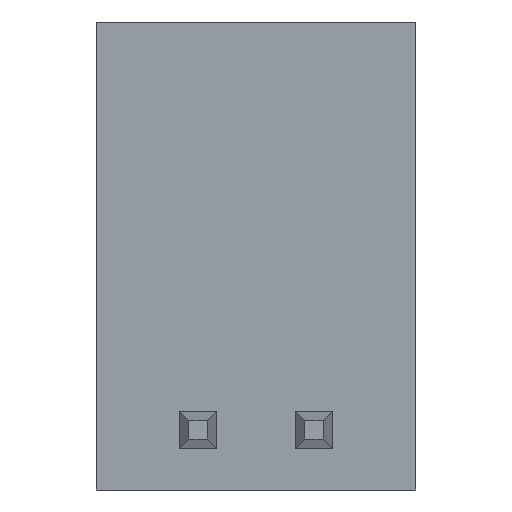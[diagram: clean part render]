
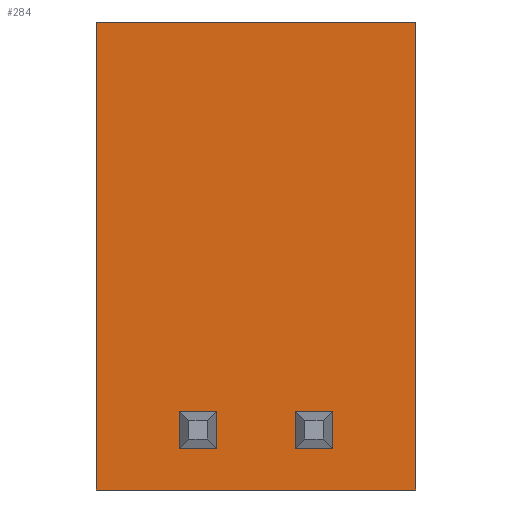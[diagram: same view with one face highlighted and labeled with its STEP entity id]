
A CAD part, front view. The second image highlights one B-rep face of the part: STEP entity #284.
In plain terms, the highlighted planar face has unit normal (0, -1, 0).
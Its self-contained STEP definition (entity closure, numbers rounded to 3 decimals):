
#196=AXIS2_PLACEMENT_3D('Plane Axis2P3D',#193,#194,#195) ;
#40=CARTESIAN_POINT('Vertex',(1.8,3.2,1.7)) ;
#45=CARTESIAN_POINT('Line Origine',(1.8,3.2,1.3)) ;
#49=CARTESIAN_POINT('Vertex',(1.8,3.2,0.9)) ;
#177=CARTESIAN_POINT('Vertex',(2.6,3.2,1.7)) ;
#180=CARTESIAN_POINT('Line Origine',(2.2,3.2,1.7)) ;
#193=CARTESIAN_POINT('Axis2P3D Location',(0.95,3.2,3.5)) ;
#198=CARTESIAN_POINT('Line Origine',(0.,3.2,5.05)) ;
#202=CARTESIAN_POINT('Vertex',(0.,3.2,0.)) ;
#204=CARTESIAN_POINT('Vertex',(0.,3.2,10.1)) ;
#207=CARTESIAN_POINT('Line Origine',(3.45,3.2,0.)) ;
#211=CARTESIAN_POINT('Vertex',(6.9,3.2,0.)) ;
#214=CARTESIAN_POINT('Line Origine',(6.9,3.2,5.05)) ;
#218=CARTESIAN_POINT('Vertex',(6.9,3.2,10.1)) ;
#221=CARTESIAN_POINT('Line Origine',(3.45,3.2,10.1)) ;
#232=CARTESIAN_POINT('Line Origine',(2.6,3.2,1.3)) ;
#236=CARTESIAN_POINT('Vertex',(2.6,3.2,0.9)) ;
#239=CARTESIAN_POINT('Line Origine',(2.2,3.2,0.9)) ;
#250=CARTESIAN_POINT('Line Origine',(4.7,3.2,1.7)) ;
#254=CARTESIAN_POINT('Vertex',(4.3,3.2,1.7)) ;
#256=CARTESIAN_POINT('Vertex',(5.1,3.2,1.7)) ;
#259=CARTESIAN_POINT('Line Origine',(5.1,3.2,1.3)) ;
#263=CARTESIAN_POINT('Vertex',(5.1,3.2,0.9)) ;
#266=CARTESIAN_POINT('Line Origine',(4.7,3.2,0.9)) ;
#270=CARTESIAN_POINT('Vertex',(4.3,3.2,0.9)) ;
#273=CARTESIAN_POINT('Line Origine',(4.3,3.2,1.3)) ;
#46=DIRECTION('Vector Direction',(0.,0.,1.)) ;
#181=DIRECTION('Vector Direction',(1.,0.,0.)) ;
#194=DIRECTION('Axis2P3D Direction',(0.,-1.,0.)) ;
#195=DIRECTION('Axis2P3D XDirection',(0.,0.,-1.)) ;
#199=DIRECTION('Vector Direction',(0.,0.,1.)) ;
#208=DIRECTION('Vector Direction',(-1.,0.,0.)) ;
#215=DIRECTION('Vector Direction',(0.,0.,1.)) ;
#222=DIRECTION('Vector Direction',(-1.,0.,0.)) ;
#233=DIRECTION('Vector Direction',(0.,0.,1.)) ;
#240=DIRECTION('Vector Direction',(1.,0.,0.)) ;
#251=DIRECTION('Vector Direction',(1.,0.,0.)) ;
#260=DIRECTION('Vector Direction',(0.,0.,1.)) ;
#267=DIRECTION('Vector Direction',(1.,0.,0.)) ;
#274=DIRECTION('Vector Direction',(0.,0.,1.)) ;
#47=VECTOR('Line Direction',#46,1.) ;
#182=VECTOR('Line Direction',#181,1.) ;
#200=VECTOR('Line Direction',#199,1.) ;
#209=VECTOR('Line Direction',#208,1.) ;
#216=VECTOR('Line Direction',#215,1.) ;
#223=VECTOR('Line Direction',#222,1.) ;
#234=VECTOR('Line Direction',#233,1.) ;
#241=VECTOR('Line Direction',#240,1.) ;
#252=VECTOR('Line Direction',#251,1.) ;
#261=VECTOR('Line Direction',#260,1.) ;
#268=VECTOR('Line Direction',#267,1.) ;
#275=VECTOR('Line Direction',#274,1.) ;
#227=ORIENTED_EDGE('',*,*,#206,.F.) ;
#228=ORIENTED_EDGE('',*,*,#213,.F.) ;
#229=ORIENTED_EDGE('',*,*,#220,.T.) ;
#230=ORIENTED_EDGE('',*,*,#225,.T.) ;
#245=ORIENTED_EDGE('',*,*,#184,.T.) ;
#246=ORIENTED_EDGE('',*,*,#238,.F.) ;
#247=ORIENTED_EDGE('',*,*,#243,.F.) ;
#248=ORIENTED_EDGE('',*,*,#51,.T.) ;
#279=ORIENTED_EDGE('',*,*,#258,.T.) ;
#280=ORIENTED_EDGE('',*,*,#265,.F.) ;
#281=ORIENTED_EDGE('',*,*,#272,.F.) ;
#282=ORIENTED_EDGE('',*,*,#277,.T.) ;
#249=FACE_BOUND('',#244,.T.) ;
#283=FACE_BOUND('',#278,.T.) ;
#284=ADVANCED_FACE('BREP_WITH_VOIDS #2867',(#231,#249,#283),#197,.T.) ;
#51=EDGE_CURVE('',#50,#41,#48,.T.) ;
#184=EDGE_CURVE('',#41,#178,#183,.T.) ;
#206=EDGE_CURVE('',#203,#205,#201,.T.) ;
#213=EDGE_CURVE('',#212,#203,#210,.T.) ;
#220=EDGE_CURVE('',#212,#219,#217,.T.) ;
#225=EDGE_CURVE('',#219,#205,#224,.T.) ;
#238=EDGE_CURVE('',#237,#178,#235,.T.) ;
#243=EDGE_CURVE('',#50,#237,#242,.T.) ;
#258=EDGE_CURVE('',#255,#257,#253,.T.) ;
#265=EDGE_CURVE('',#264,#257,#262,.T.) ;
#272=EDGE_CURVE('',#271,#264,#269,.T.) ;
#277=EDGE_CURVE('',#271,#255,#276,.T.) ;
#226=EDGE_LOOP('',(#227,#228,#229,#230)) ;
#244=EDGE_LOOP('',(#245,#246,#247,#248)) ;
#278=EDGE_LOOP('',(#279,#280,#281,#282)) ;
#231=FACE_OUTER_BOUND('',#226,.T.) ;
#48=LINE('Line',#45,#47) ;
#183=LINE('Line',#180,#182) ;
#201=LINE('Line',#198,#200) ;
#210=LINE('Line',#207,#209) ;
#217=LINE('Line',#214,#216) ;
#224=LINE('Line',#221,#223) ;
#235=LINE('Line',#232,#234) ;
#242=LINE('Line',#239,#241) ;
#253=LINE('Line',#250,#252) ;
#262=LINE('Line',#259,#261) ;
#269=LINE('Line',#266,#268) ;
#276=LINE('Line',#273,#275) ;
#197=PLANE('',#196) ;
#41=VERTEX_POINT('',#40) ;
#50=VERTEX_POINT('',#49) ;
#178=VERTEX_POINT('',#177) ;
#203=VERTEX_POINT('',#202) ;
#205=VERTEX_POINT('',#204) ;
#212=VERTEX_POINT('',#211) ;
#219=VERTEX_POINT('',#218) ;
#237=VERTEX_POINT('',#236) ;
#255=VERTEX_POINT('',#254) ;
#257=VERTEX_POINT('',#256) ;
#264=VERTEX_POINT('',#263) ;
#271=VERTEX_POINT('',#270) ;
